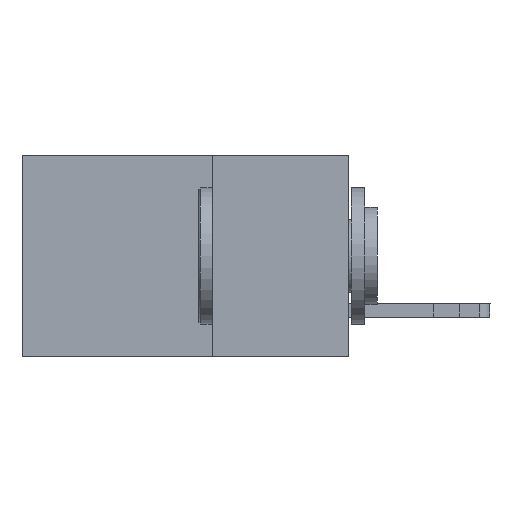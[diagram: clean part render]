
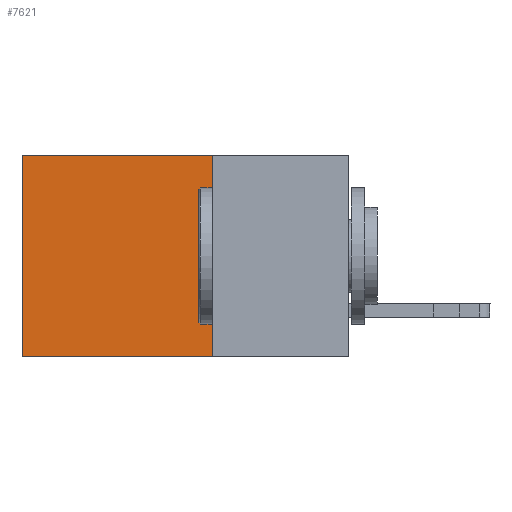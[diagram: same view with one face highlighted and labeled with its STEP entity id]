
A CAD part, left-side view. The second image highlights one B-rep face of the part: STEP entity #7621.
In plain terms, the highlighted planar face has unit normal (-1, 0, 0).
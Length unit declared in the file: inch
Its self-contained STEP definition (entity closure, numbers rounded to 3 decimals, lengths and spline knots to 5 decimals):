
#499 = AXIS2_PLACEMENT_3D ( 'NONE', #11324, #10150, #6470 ) ;
#985 = CARTESIAN_POINT ( 'NONE',  ( 0.298, 0.25, 0. ) ) ;
#1284 = EDGE_CURVE ( 'NONE', #4503, #1370, #6592, .T. ) ;
#1370 = VERTEX_POINT ( 'NONE', #13827 ) ;
#3693 = LINE ( 'NONE', #13856, #12539 ) ;
#4503 = VERTEX_POINT ( 'NONE', #12255 ) ;
#4525 = ORIENTED_EDGE ( 'NONE', *, *, #1284, .F. ) ;
#4679 = DIRECTION ( 'NONE',  ( 0., 1., 0. ) ) ;
#4844 = ORIENTED_EDGE ( 'NONE', *, *, #13271, .T. ) ;
#5609 = CARTESIAN_POINT ( 'NONE',  ( 0.298, 0.25, -0.37 ) ) ;
#6104 = DIRECTION ( 'NONE',  ( 0., 0., -1. ) ) ;
#6342 = VECTOR ( 'NONE', #13677, 39.37008 ) ;
#6470 = DIRECTION ( 'NONE',  ( 0., 0., -1. ) ) ;
#6499 = ORIENTED_EDGE ( 'NONE', *, *, #7865, .T. ) ;
#6592 = LINE ( 'NONE', #11684, #6342 ) ;
#6848 = LINE ( 'NONE', #5609, #14895 ) ;
#7030 = EDGE_CURVE ( 'NONE', #1370, #8481, #6848, .T. ) ;
#7621 = ADVANCED_FACE ( 'NONE', ( #10237 ), #12588, .F. ) ;
#7865 = EDGE_CURVE ( 'NONE', #4503, #15449, #12064, .T. ) ;
#8481 = VERTEX_POINT ( 'NONE', #15518 ) ;
#10150 = DIRECTION ( 'NONE',  ( 1., 0., 0. ) ) ;
#10237 = FACE_OUTER_BOUND ( 'NONE', #15925, .T. ) ;
#10341 = VECTOR ( 'NONE', #12144, 39.37008 ) ;
#10552 = CARTESIAN_POINT ( 'NONE',  ( 0.298, 0.6, 0. ) ) ;
#11324 = CARTESIAN_POINT ( 'NONE',  ( 0.298, 0.25, 0. ) ) ;
#11539 = ORIENTED_EDGE ( 'NONE', *, *, #7030, .F. ) ;
#11684 = CARTESIAN_POINT ( 'NONE',  ( 0.298, 0.25, 0. ) ) ;
#12064 = LINE ( 'NONE', #985, #10341 ) ;
#12144 = DIRECTION ( 'NONE',  ( 0., 1., 0. ) ) ;
#12255 = CARTESIAN_POINT ( 'NONE',  ( 0.298, 0.25, 0. ) ) ;
#12539 = VECTOR ( 'NONE', #6104, 39.37008 ) ;
#12588 = PLANE ( 'NONE',  #499 ) ;
#13271 = EDGE_CURVE ( 'NONE', #15449, #8481, #3693, .T. ) ;
#13677 = DIRECTION ( 'NONE',  ( 0., 0., -1. ) ) ;
#13827 = CARTESIAN_POINT ( 'NONE',  ( 0.298, 0.25, -0.37 ) ) ;
#13856 = CARTESIAN_POINT ( 'NONE',  ( 0.298, 0.6, 0. ) ) ;
#14895 = VECTOR ( 'NONE', #4679, 39.37008 ) ;
#15449 = VERTEX_POINT ( 'NONE', #10552 ) ;
#15518 = CARTESIAN_POINT ( 'NONE',  ( 0.298, 0.6, -0.37 ) ) ;
#15925 = EDGE_LOOP ( 'NONE', ( #4844, #11539, #4525, #6499 ) ) ;
